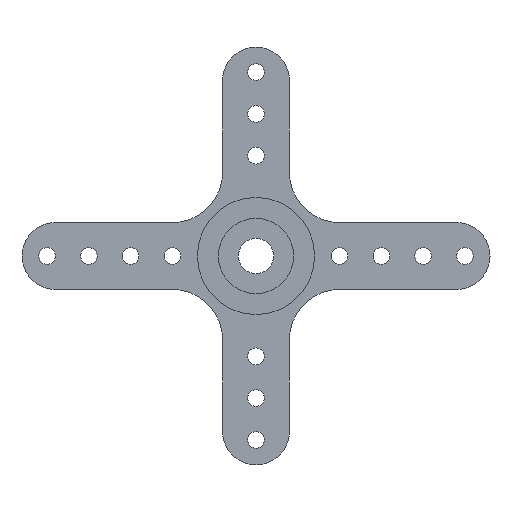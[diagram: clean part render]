
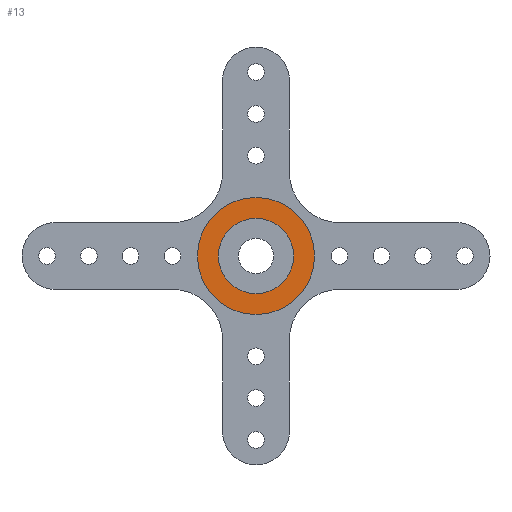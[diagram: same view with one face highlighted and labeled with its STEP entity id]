
A CAD part, front view. The second image highlights one B-rep face of the part: STEP entity #13.
In plain terms, the highlighted planar face has unit normal (0, -1, 0).
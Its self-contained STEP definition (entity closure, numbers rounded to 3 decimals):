
#13 = ADVANCED_FACE ( 'NONE', ( #646, #630 ), #1919, .T. ) ;
#196 = DIRECTION ( 'NONE',  ( 0., 0., -1. ) ) ;
#197 = DIRECTION ( 'NONE',  ( 0., -1., 0. ) ) ;
#198 = CARTESIAN_POINT ( 'NONE',  ( 0., -2.5, 0. ) ) ;
#221 = DIRECTION ( 'NONE',  ( 0., 0., -1. ) ) ;
#223 = DIRECTION ( 'NONE',  ( 0., -1., 0. ) ) ;
#225 = CARTESIAN_POINT ( 'NONE',  ( 0., -2.5, 0. ) ) ;
#404 = CIRCLE ( 'NONE', #1249, 2.25 ) ;
#410 = CIRCLE ( 'NONE', #1250, 3.5 ) ;
#630 = FACE_BOUND ( 'NONE', #795, .T. ) ;
#646 = FACE_OUTER_BOUND ( 'NONE', #785, .T. ) ;
#785 = EDGE_LOOP ( 'NONE', ( #1101, #1102 ) ) ;
#795 = EDGE_LOOP ( 'NONE', ( #1104, #1105 ) ) ;
#810 = CIRCLE ( 'NONE', #1296, 2.25 ) ;
#1050 = CIRCLE ( 'NONE', #1299, 3.5 ) ;
#1101 = ORIENTED_EDGE ( 'NONE', *, *, #1464, .T. ) ;
#1102 = ORIENTED_EDGE ( 'NONE', *, *, #1536, .T. ) ;
#1104 = ORIENTED_EDGE ( 'NONE', *, *, #1537, .F. ) ;
#1105 = ORIENTED_EDGE ( 'NONE', *, *, #1469, .F. ) ;
#1249 = AXIS2_PLACEMENT_3D ( 'NONE', #1708, #1739, #1737 ) ;
#1250 = AXIS2_PLACEMENT_3D ( 'NONE', #2111, #1717, #1723 ) ;
#1296 = AXIS2_PLACEMENT_3D ( 'NONE', #198, #197, #196 ) ;
#1299 = AXIS2_PLACEMENT_3D ( 'NONE', #225, #223, #221 ) ;
#1383 = AXIS2_PLACEMENT_3D ( 'NONE', #1920, #1917, #1916 ) ;
#1464 = EDGE_CURVE ( 'NONE', #2009, #2005, #1050, .T. ) ;
#1469 = EDGE_CURVE ( 'NONE', #2026, #1762, #810, .T. ) ;
#1536 = EDGE_CURVE ( 'NONE', #2005, #2009, #410, .T. ) ;
#1537 = EDGE_CURVE ( 'NONE', #1762, #2026, #404, .T. ) ;
#1571 = CARTESIAN_POINT ( 'NONE',  ( 0., -2.5, 2.25 ) ) ;
#1579 = CARTESIAN_POINT ( 'NONE',  ( 0., -2.5, -3.5 ) ) ;
#1613 = CARTESIAN_POINT ( 'NONE',  ( 0., -2.5, 3.5 ) ) ;
#1619 = CARTESIAN_POINT ( 'NONE',  ( 0., -2.5, -2.25 ) ) ;
#1708 = CARTESIAN_POINT ( 'NONE',  ( 0., -2.5, 0. ) ) ;
#1717 = DIRECTION ( 'NONE',  ( 0., -1., 0. ) ) ;
#1723 = DIRECTION ( 'NONE',  ( 0., 0., -1. ) ) ;
#1737 = DIRECTION ( 'NONE',  ( 0., 0., -1. ) ) ;
#1739 = DIRECTION ( 'NONE',  ( 0., -1., 0. ) ) ;
#1762 = VERTEX_POINT ( 'NONE', #1619 ) ;
#1916 = DIRECTION ( 'NONE',  ( 0., 0., -1. ) ) ;
#1917 = DIRECTION ( 'NONE',  ( 0., -1., 0. ) ) ;
#1919 = PLANE ( 'NONE',  #1383 ) ;
#1920 = CARTESIAN_POINT ( 'NONE',  ( 2.25, -2.5, 0. ) ) ;
#2005 = VERTEX_POINT ( 'NONE', #1613 ) ;
#2009 = VERTEX_POINT ( 'NONE', #1579 ) ;
#2026 = VERTEX_POINT ( 'NONE', #1571 ) ;
#2111 = CARTESIAN_POINT ( 'NONE',  ( 0., -2.5, 0. ) ) ;
